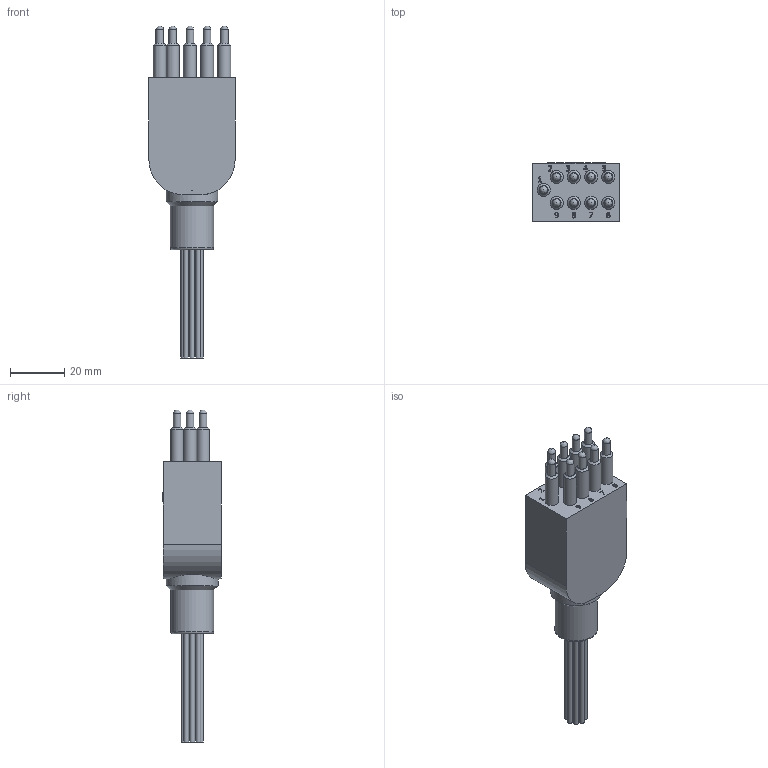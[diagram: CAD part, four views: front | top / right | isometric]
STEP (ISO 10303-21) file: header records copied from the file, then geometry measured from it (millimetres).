
FILE_DESCRIPTION(/* description */ (''),/* implementation_level */ '2;1');
FILE_NAME(/* name */ 'LPOM9M.stp',/* time_stamp */ '2015-03-23T08:59:13+01:00',/* author */ ('sh'),/* organization */ (''),/* preprocessor_version */ 'ST-DEVELOPER v15.2',/* originating_system */ 'Autodesk Inventor 2014',/* authorisation */ '');
FILE_SCHEMA (('AUTOMOTIVE_DESIGN { 1 0 10303 214 3 1 1 }'));
Length unit declared in the file: inch
Products named in the file (1): LPOM9M
Bounding box: 31.75 x 21.67 x 122.43 mm (x, y, z)
Volume: 35999.8 mm3; surface area: 14940.5 mm2
Topology: 20 solids, 20 shells, 413 faces, 1044 edges, 697 vertices
Faces by surface type: plane 178, bspline 158, cylinder 52, cone 20, torus 5
Full cylindrical faces by diameter (mm): 0.025 x1, 1.778 x9, 2.032 x9, 2.779 x9, 4.775 x9, 11.049 x1, 12.827 x1, 15.875 x1, 19.05 x1
Entity records: 15763 total; most frequent: CARTESIAN_POINT 7129, ORIENTED_EDGE 1880, DIRECTION 1246, EDGE_CURVE 940, VERTEX_POINT 659, EDGE_LOOP 507, LINE 474, VECTOR 474
